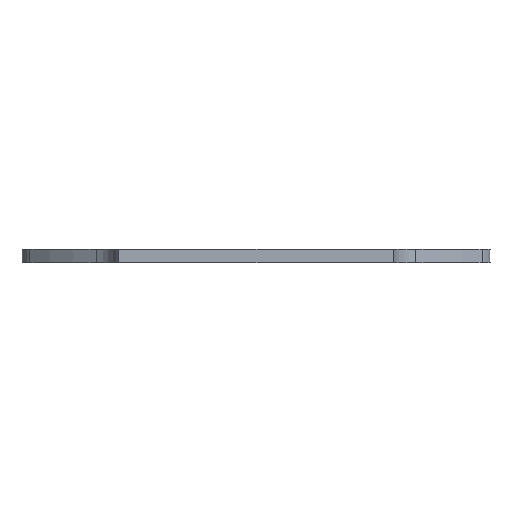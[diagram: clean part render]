
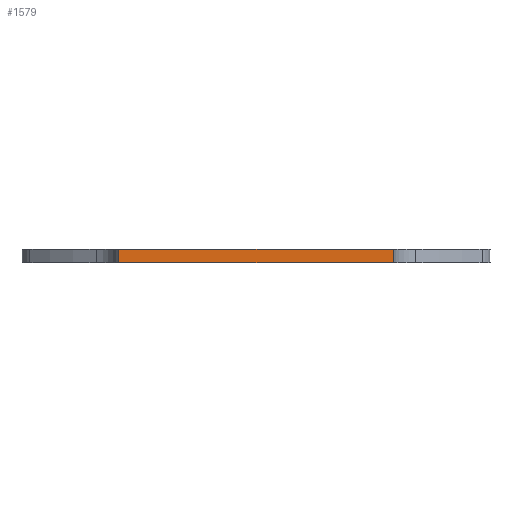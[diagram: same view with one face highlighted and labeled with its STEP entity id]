
A CAD part, left-side view. The second image highlights one B-rep face of the part: STEP entity #1579.
In plain terms, the highlighted planar face has unit normal (-1, 0, 0).
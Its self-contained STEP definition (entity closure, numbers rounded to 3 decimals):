
#197=DIRECTION('',(0.,-1.,0.));
#198=VECTOR('',#197,60.);
#199=CARTESIAN_POINT('',(-135.,30.,0.));
#200=LINE('',#199,#198);
#364=DIRECTION('',(0.,-1.,0.));
#365=VECTOR('',#364,60.);
#366=CARTESIAN_POINT('',(-135.,30.,3.));
#367=LINE('',#366,#365);
#547=DIRECTION('',(0.,0.,1.));
#548=VECTOR('',#547,3.);
#549=CARTESIAN_POINT('',(-135.,30.,0.));
#550=LINE('',#549,#548);
#555=DIRECTION('',(0.,0.,1.));
#556=VECTOR('',#555,3.);
#557=CARTESIAN_POINT('',(-135.,-30.,0.));
#558=LINE('',#557,#556);
#719=CARTESIAN_POINT('',(-135.,30.,0.));
#720=CARTESIAN_POINT('',(-135.,-30.,0.));
#721=VERTEX_POINT('',#719);
#722=VERTEX_POINT('',#720);
#723=CARTESIAN_POINT('',(-135.,30.,3.));
#724=CARTESIAN_POINT('',(-135.,-30.,3.));
#725=VERTEX_POINT('',#723);
#726=VERTEX_POINT('',#724);
#1567=CARTESIAN_POINT('',(-135.,30.,0.));
#1568=DIRECTION('',(-1.,0.,0.));
#1569=DIRECTION('',(0.,-1.,0.));
#1570=AXIS2_PLACEMENT_3D('',#1567,#1568,#1569);
#1571=PLANE('',#1570);
#1572=ORIENTED_EDGE('',*,*,#894,.F.);
#1573=ORIENTED_EDGE('',*,*,#1561,.T.);
#1574=ORIENTED_EDGE('',*,*,#1015,.T.);
#1576=ORIENTED_EDGE('',*,*,#1575,.F.);
#1577=EDGE_LOOP('',(#1572,#1573,#1574,#1576));
#1578=FACE_OUTER_BOUND('',#1577,.F.);
#1579=ADVANCED_FACE('',(#1578),#1571,.T.);
#894=EDGE_CURVE('',#721,#722,#200,.T.);
#1015=EDGE_CURVE('',#725,#726,#367,.T.);
#1561=EDGE_CURVE('',#721,#725,#550,.T.);
#1575=EDGE_CURVE('',#722,#726,#558,.T.);
